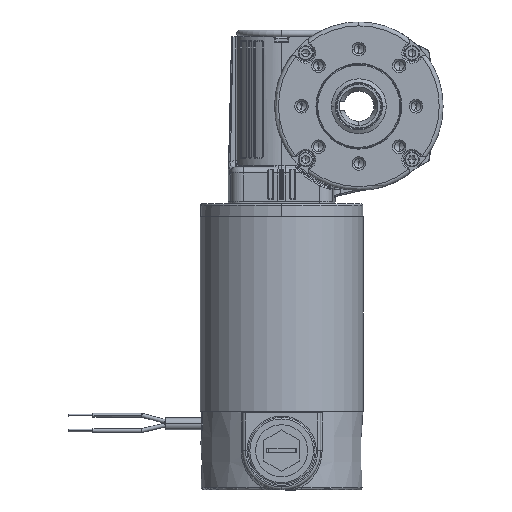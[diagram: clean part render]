
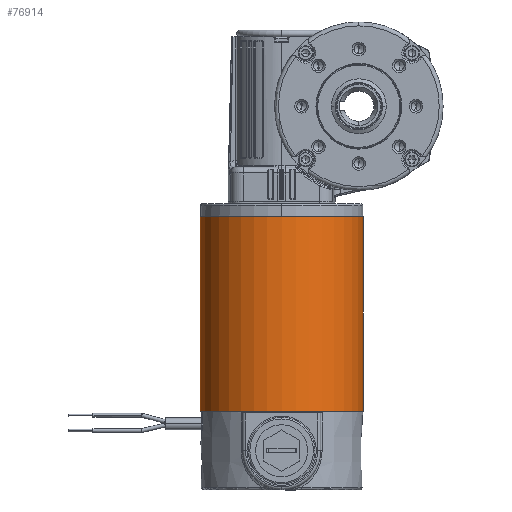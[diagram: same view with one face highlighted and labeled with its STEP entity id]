
A CAD part, left-side view. The second image highlights one B-rep face of the part: STEP entity #76914.
In plain terms, the highlighted cylindrical face has radius 42.926 mm (diameter 85.852 mm), a partial arc.
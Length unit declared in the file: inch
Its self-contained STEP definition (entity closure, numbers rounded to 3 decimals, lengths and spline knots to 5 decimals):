
#116 = LINE ( 'NONE', #17620, #52948 ) ;
#182 = EDGE_CURVE ( 'NONE', #39435, #71388, #116, .T. ) ;
#2809 = FACE_OUTER_BOUND ( 'NONE', #75568, .T. ) ;
#4388 = CIRCLE ( 'NONE', #69737, 1.69 ) ;
#8408 = CARTESIAN_POINT ( 'NONE',  ( 0., 1.69, 4.045 ) ) ;
#10055 = DIRECTION ( 'NONE',  ( 0., 1., 0. ) ) ;
#10566 = DIRECTION ( 'NONE',  ( 0., 0., -1. ) ) ;
#10874 = ORIENTED_EDGE ( 'NONE', *, *, #81102, .F. ) ;
#11224 = DIRECTION ( 'NONE',  ( 0., 0., -1. ) ) ;
#12500 = AXIS2_PLACEMENT_3D ( 'NONE', #69146, #10566, #37064 ) ;
#17620 = CARTESIAN_POINT ( 'NONE',  ( 0., 1.69, 0. ) ) ;
#20481 = CARTESIAN_POINT ( 'NONE',  ( 0., -1.69, 4.045 ) ) ;
#22455 = CARTESIAN_POINT ( 'NONE',  ( 0., 0., 0. ) ) ;
#22635 = DIRECTION ( 'NONE',  ( 0., 1., 0. ) ) ;
#28696 = CARTESIAN_POINT ( 'NONE',  ( 0., 1.69, 0.015 ) ) ;
#30634 = VERTEX_POINT ( 'NONE', #51890 ) ;
#32806 = VECTOR ( 'NONE', #42445, 39.37008 ) ;
#35018 = CARTESIAN_POINT ( 'NONE',  ( 0., 0., 4.045 ) ) ;
#37064 = DIRECTION ( 'NONE',  ( 0., 1., 0. ) ) ;
#39435 = VERTEX_POINT ( 'NONE', #8408 ) ;
#42445 = DIRECTION ( 'NONE',  ( 0., 0., -1. ) ) ;
#42605 = CYLINDRICAL_SURFACE ( 'NONE', #79039, 1.69 ) ;
#51890 = CARTESIAN_POINT ( 'NONE',  ( 0., -1.69, 0.015 ) ) ;
#52774 = ORIENTED_EDGE ( 'NONE', *, *, #53604, .F. ) ;
#52948 = VECTOR ( 'NONE', #11224, 39.37008 ) ;
#53604 = EDGE_CURVE ( 'NONE', #79084, #30634, #68893, .T. ) ;
#55980 = DIRECTION ( 'NONE',  ( 0., 0., -1. ) ) ;
#62685 = ORIENTED_EDGE ( 'NONE', *, *, #62932, .T. ) ;
#62932 = EDGE_CURVE ( 'NONE', #79084, #39435, #4388, .T. ) ;
#62962 = CIRCLE ( 'NONE', #12500, 1.69 ) ;
#63442 = ORIENTED_EDGE ( 'NONE', *, *, #182, .T. ) ;
#68625 = DIRECTION ( 'NONE',  ( 0., 0., -1. ) ) ;
#68893 = LINE ( 'NONE', #83073, #32806 ) ;
#69146 = CARTESIAN_POINT ( 'NONE',  ( 0., 0., 0.015 ) ) ;
#69737 = AXIS2_PLACEMENT_3D ( 'NONE', #35018, #55980, #22635 ) ;
#71388 = VERTEX_POINT ( 'NONE', #28696 ) ;
#75568 = EDGE_LOOP ( 'NONE', ( #52774, #62685, #63442, #10874 ) ) ;
#76914 = ADVANCED_FACE ( 'NONE', ( #2809 ), #42605, .T. ) ;
#79039 = AXIS2_PLACEMENT_3D ( 'NONE', #22455, #68625, #10055 ) ;
#79084 = VERTEX_POINT ( 'NONE', #20481 ) ;
#81102 = EDGE_CURVE ( 'NONE', #30634, #71388, #62962, .T. ) ;
#83073 = CARTESIAN_POINT ( 'NONE',  ( 0., -1.69, 0. ) ) ;
